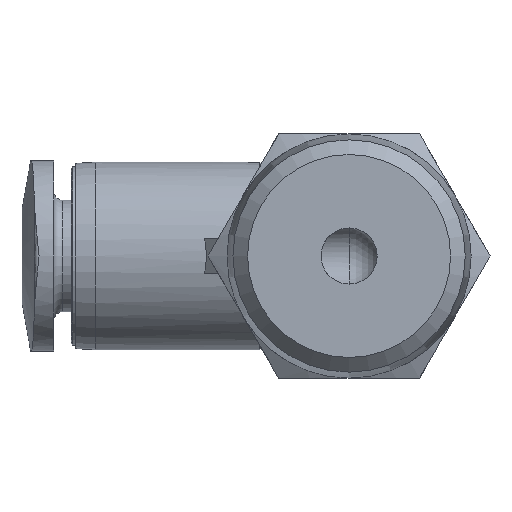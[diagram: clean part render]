
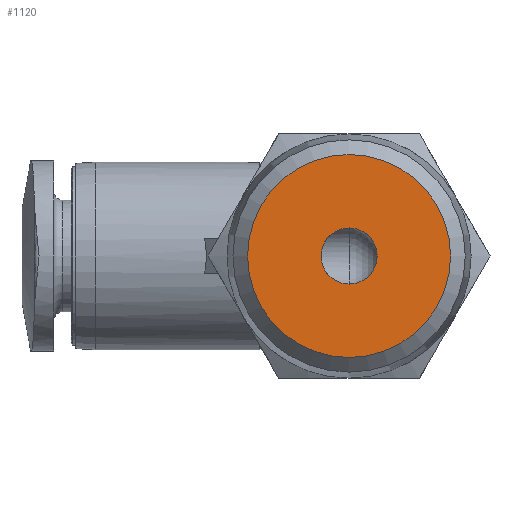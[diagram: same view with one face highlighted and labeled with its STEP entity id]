
A CAD part, front view. The second image highlights one B-rep face of the part: STEP entity #1120.
In plain terms, the highlighted planar face has unit normal (0, -1, 0).
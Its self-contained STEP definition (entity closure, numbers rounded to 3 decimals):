
#102=PLANE('',#1201);
#129=CIRCLE('',#1202,1.15);
#130=CIRCLE('',#1203,4.158);
#242=ORIENTED_EDGE('',*,*,#418,.T.);
#243=ORIENTED_EDGE('',*,*,#419,.T.);
#418=EDGE_CURVE('',#505,#505,#129,.T.);
#419=EDGE_CURVE('',#506,#506,#130,.T.);
#505=VERTEX_POINT('',#1706);
#506=VERTEX_POINT('',#1708);
#589=EDGE_LOOP('',(#242));
#590=EDGE_LOOP('',(#243));
#664=FACE_BOUND('',#589,.T.);
#665=FACE_BOUND('',#590,.T.);
#1120=ADVANCED_FACE('',(#664,#665),#102,.F.);
#1201=AXIS2_PLACEMENT_3D('',#1704,#1356,#1357);
#1202=AXIS2_PLACEMENT_3D('',#1705,#1358,#1359);
#1203=AXIS2_PLACEMENT_3D('',#1707,#1360,#1361);
#1356=DIRECTION('',(0.,1.,0.));
#1357=DIRECTION('',(0.,0.,1.));
#1358=DIRECTION('',(0.,1.,0.));
#1359=DIRECTION('',(0.,0.,1.));
#1360=DIRECTION('',(0.,-1.,0.));
#1361=DIRECTION('',(0.,0.,-1.));
#1704=CARTESIAN_POINT('',(4.158,-8.,0.));
#1705=CARTESIAN_POINT('',(0.,-8.,0.));
#1706=CARTESIAN_POINT('',(0.,-8.,1.15));
#1707=CARTESIAN_POINT('',(0.,-8.,0.));
#1708=CARTESIAN_POINT('',(0.,-8.,-4.158));
